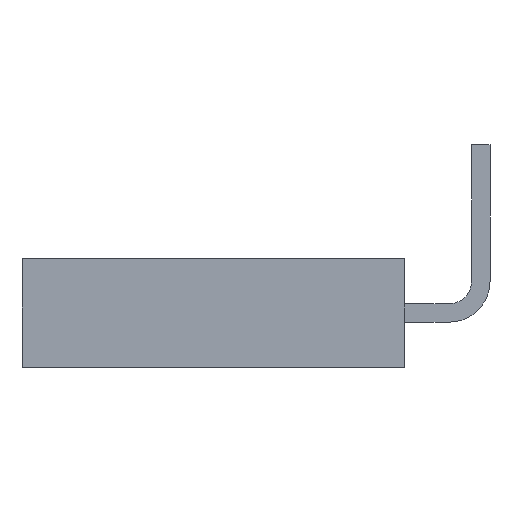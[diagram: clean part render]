
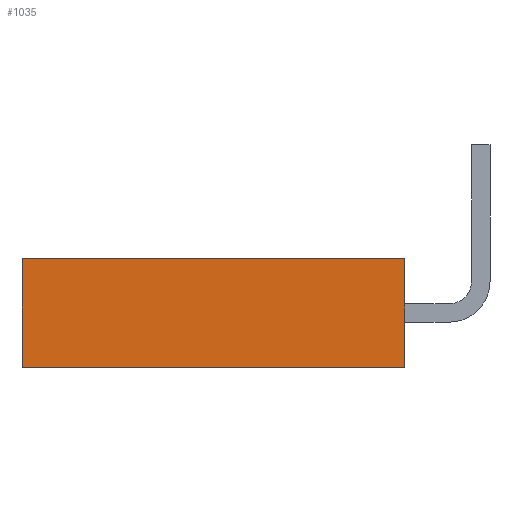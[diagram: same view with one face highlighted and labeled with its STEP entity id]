
A CAD part, left-side view. The second image highlights one B-rep face of the part: STEP entity #1035.
In plain terms, the highlighted planar face has unit normal (-1, 0, 0).
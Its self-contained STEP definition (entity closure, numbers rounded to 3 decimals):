
#64 = VECTOR ( 'NONE', #2168, 1000. ) ;
#79 = EDGE_CURVE ( 'NONE', #2996, #1275, #579, .T. ) ;
#123 = ORIENTED_EDGE ( 'NONE', *, *, #79, .T. ) ;
#163 = DIRECTION ( 'NONE',  ( 0., -1., 0. ) ) ;
#256 = CARTESIAN_POINT ( 'NONE',  ( -7.874, 0., -1.207 ) ) ;
#320 = ORIENTED_EDGE ( 'NONE', *, *, #3717, .F. ) ;
#579 = LINE ( 'NONE', #3249, #3851 ) ;
#675 = EDGE_LOOP ( 'NONE', ( #3625, #320, #3473, #123 ) ) ;
#756 = DIRECTION ( 'NONE',  ( 0., 0., 1. ) ) ;
#969 = CARTESIAN_POINT ( 'NONE',  ( -7.874, 8.509, 1.207 ) ) ;
#1035 = ADVANCED_FACE ( 'NONE', ( #2528 ), #4016, .F. ) ;
#1161 = CARTESIAN_POINT ( 'NONE',  ( -7.874, 8.509, -1.207 ) ) ;
#1275 = VERTEX_POINT ( 'NONE', #3763 ) ;
#1420 = AXIS2_PLACEMENT_3D ( 'NONE', #1161, #1447, #2707 ) ;
#1447 = DIRECTION ( 'NONE',  ( 1., 0., 0. ) ) ;
#2020 = CARTESIAN_POINT ( 'NONE',  ( -7.874, 0., 1.207 ) ) ;
#2064 = VECTOR ( 'NONE', #756, 1000. ) ;
#2107 = LINE ( 'NONE', #2318, #2064 ) ;
#2162 = LINE ( 'NONE', #256, #3246 ) ;
#2168 = DIRECTION ( 'NONE',  ( 0., -1., 0. ) ) ;
#2318 = CARTESIAN_POINT ( 'NONE',  ( -7.874, 8.509, -1.207 ) ) ;
#2347 = LINE ( 'NONE', #3407, #64 ) ;
#2466 = CARTESIAN_POINT ( 'NONE',  ( -7.874, 8.509, -1.207 ) ) ;
#2528 = FACE_OUTER_BOUND ( 'NONE', #675, .T. ) ;
#2562 = VERTEX_POINT ( 'NONE', #2020 ) ;
#2707 = DIRECTION ( 'NONE',  ( 0., 1., 0. ) ) ;
#2975 = EDGE_CURVE ( 'NONE', #1275, #2562, #2162, .T. ) ;
#2996 = VERTEX_POINT ( 'NONE', #2466 ) ;
#3246 = VECTOR ( 'NONE', #3720, 1000. ) ;
#3249 = CARTESIAN_POINT ( 'NONE',  ( -7.874, 8.509, -1.207 ) ) ;
#3407 = CARTESIAN_POINT ( 'NONE',  ( -7.874, 8.509, 1.207 ) ) ;
#3473 = ORIENTED_EDGE ( 'NONE', *, *, #3503, .F. ) ;
#3503 = EDGE_CURVE ( 'NONE', #2996, #4072, #2107, .T. ) ;
#3625 = ORIENTED_EDGE ( 'NONE', *, *, #2975, .T. ) ;
#3717 = EDGE_CURVE ( 'NONE', #4072, #2562, #2347, .T. ) ;
#3720 = DIRECTION ( 'NONE',  ( 0., 0., 1. ) ) ;
#3763 = CARTESIAN_POINT ( 'NONE',  ( -7.874, 0., -1.207 ) ) ;
#3851 = VECTOR ( 'NONE', #163, 1000. ) ;
#4016 = PLANE ( 'NONE',  #1420 ) ;
#4072 = VERTEX_POINT ( 'NONE', #969 ) ;
